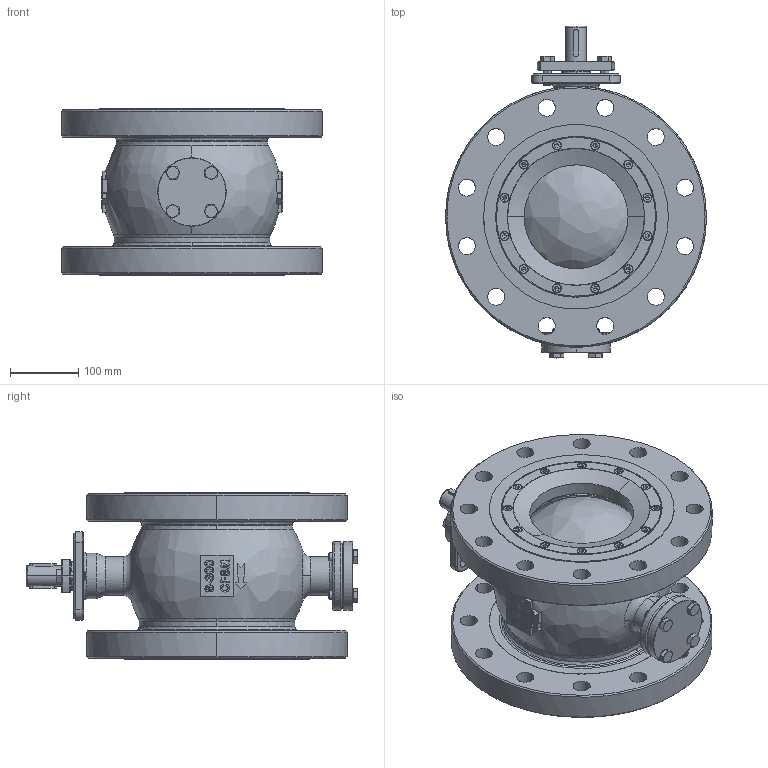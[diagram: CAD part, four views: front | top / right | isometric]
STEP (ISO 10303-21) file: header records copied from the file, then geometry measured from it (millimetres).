
FILE_DESCRIPTION (( 'STEP AP214' ), '1' );
FILE_NAME ('VX-F3-0800-XXX.STEP', '2019-11-21T12:39:35', ( '' ), ( '' ), 'SwSTEP 2.0', 'SolidWorks 2019', '' );
FILE_SCHEMA (( 'AUTOMOTIVE_DESIGN' ));
Length unit declared in the file: inch
Products named in the file (2): VX-F3-0800-XXX
Bounding box: 381 x 485 x 243 mm (x, y, z)
Surface area: 1100239.3 mm2 (no closed solid volume)
Topology: 0 solids, 44 shells, 713 faces, 2008 edges, 1342 vertices
Faces by surface type: plane 267, cylinder 177, bspline 154, cone 101, torus 14
Entity records: 61467 total; most frequent: CARTESIAN_POINT 38405, ORIENTED_EDGE 3582, EDGE_CURVE 1991, B_SPLINE_CURVE_WITH_KNOTS 1817, VERTEX_POINT 1342, DIRECTION 1190, EDGE_LOOP 856, UNCERTAINTY_MEASURE_WITH_UNIT 719
